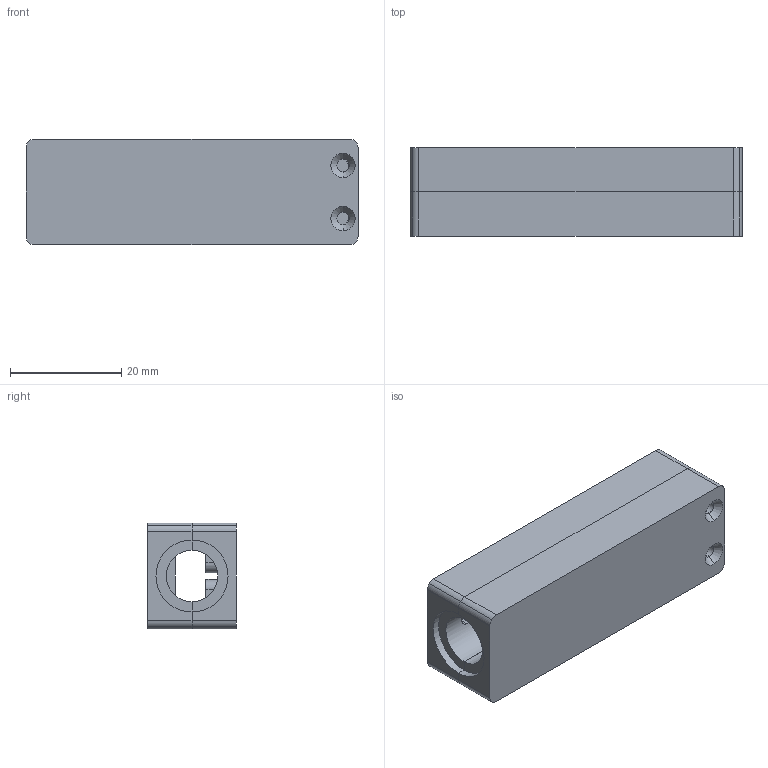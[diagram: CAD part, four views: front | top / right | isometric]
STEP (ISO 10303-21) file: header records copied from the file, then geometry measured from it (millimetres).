
FILE_DESCRIPTION (( 'STEP AP214' ), '1' );
FILE_NAME ('21M720H Assembly.STEP', '2024-01-14T12:09:32', ( '' ), ( '' ), 'SwSTEP 2.0', 'SolidWorks 2024', '' );
FILE_SCHEMA (( 'AUTOMOTIVE_DESIGN' ));
Length unit declared in the file: inch
Products named in the file (7): 21M720H Top.step; Bottom.step; 21M720H Bot.step; 21M720H Assembly; 21M720H Bot; 21M720H Top; Top.step
Assembly tree (6 placements, depth 4):
  21M720H Assembly
    21M720H Bot
      21M720H Bot.step
        Bottom.step
    21M720H Top
      21M720H Top.step
        Top.step
Bounding box: 59.69 x 15.88 x 19.05 mm (x, y, z)
Volume: 9614.3 mm3; surface area: 8608.3 mm2
Topology: 2 solids, 2 shells, 147 faces, 405 edges, 256 vertices
Faces by surface type: cylinder 86, plane 37, cone 24
Entity records: 4998 total; most frequent: CARTESIAN_POINT 931, DIRECTION 890, ORIENTED_EDGE 786, EDGE_CURVE 393, AXIS2_PLACEMENT_3D 343, VERTEX_POINT 256, LINE 204, VECTOR 204
